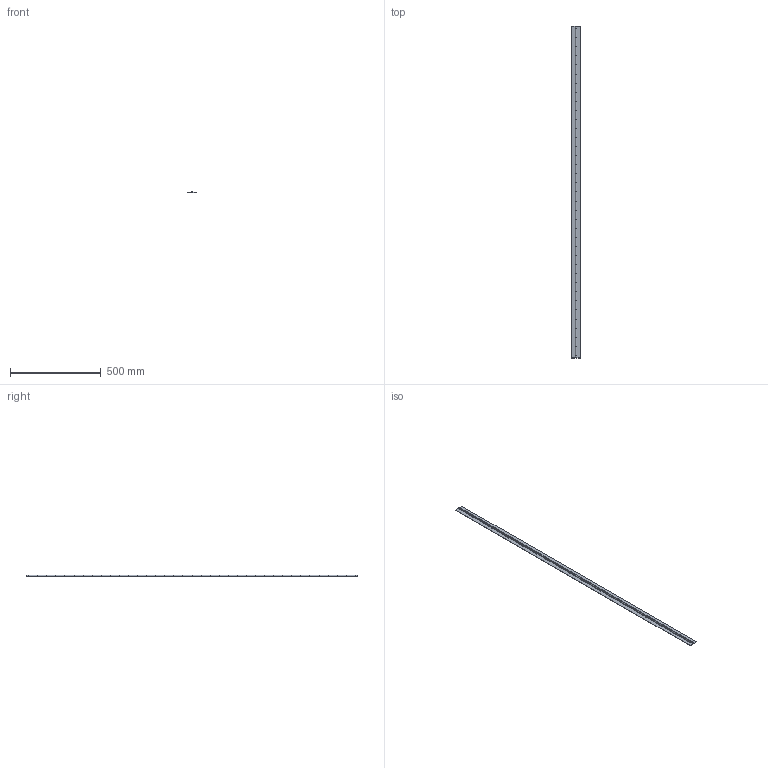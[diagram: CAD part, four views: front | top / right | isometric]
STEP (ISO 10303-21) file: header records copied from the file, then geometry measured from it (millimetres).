
FILE_DESCRIPTION (( 'STEP AP203' ), '1' );
FILE_NAME ('B-20257-C6.STEP', '2021-06-17T05:11:36', ( '' ), ( '' ), 'SwSTEP 2.0', 'SolidWorks 2018', '' );
FILE_SCHEMA (( 'CONFIG_CONTROL_DESIGN' ));
Length unit declared in the file: millimetre
Products named in the file (4): B-20257-C6_pin_; B-20257-C6; B-20257-C6_hinge A_; B-20257-C6_hinge B_
Assembly tree (3 placements, depth 2):
  B-20257-C6
    B-20257-C6_hinge A_
    B-20257-C6_hinge B_
    B-20257-C6_pin_
Bounding box: 51 x 1829 x 7.98 mm (x, y, z)
Volume: 210798.3 mm3; surface area: 268699.5 mm2
Topology: 3 solids, 3 shells, 240 faces, 702 edges, 468 vertices
Faces by surface type: plane 124, cylinder 116
Entity records: 8584 total; most frequent: DIRECTION 1426, CARTESIAN_POINT 1416, ORIENTED_EDGE 1404, EDGE_CURVE 702, AXIS2_PLACEMENT_3D 478, LINE 470, VECTOR 470, VERTEX_POINT 468
